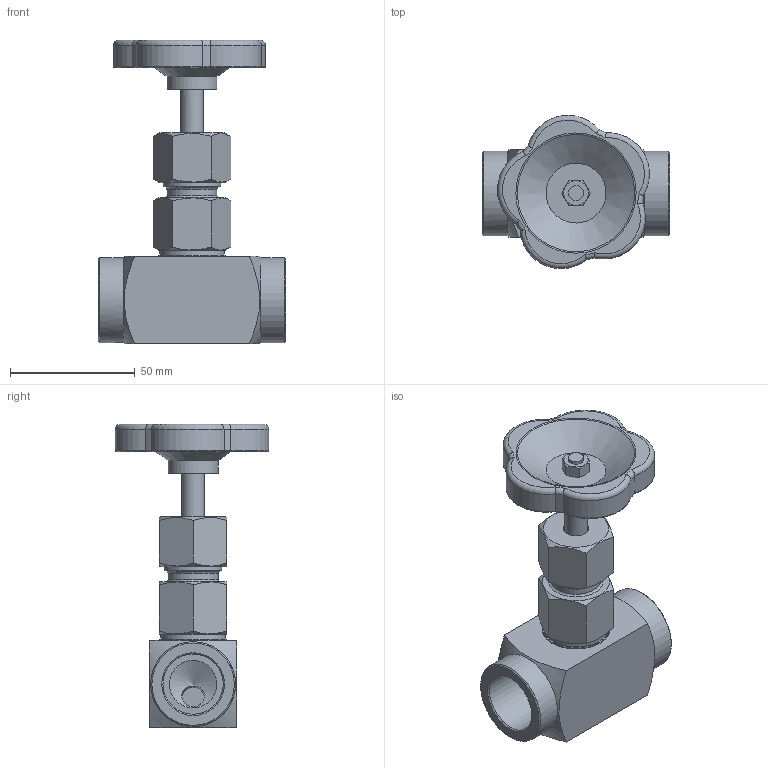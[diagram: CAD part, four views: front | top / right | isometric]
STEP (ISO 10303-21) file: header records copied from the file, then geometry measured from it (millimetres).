
FILE_DESCRIPTION( ( 'Unknown' ), '1' );
FILE_NAME( '1011006X.stp', 'Unknown', ( 'Peter Nanko' ), ( 'Armaturen Arndt' ), 'PSStep 14.0', 'Solid Edge ST4', ' ' );
FILE_SCHEMA( ( 'AUTOMOTIVE_DESIGN { 1 0 10303 214 1 1 1 1 }' ) );
Length unit declared in the file: millimetre
Products named in the file (1): 1
Bounding box: 75 x 61.4 x 121.59 mm (x, y, z)
Volume: 121174.4 mm3; surface area: 29203.5 mm2
Topology: 1 solids, 1 shells, 121 faces, 283 edges, 178 vertices
Faces by surface type: plane 50, cylinder 30, torus 23, cone 18
Full cylindrical faces by diameter (mm): 6 x1, 9 x3, 10 x1, 20 x2, 22.911 x1, 24.117 x2, 26 x1, 27 x1, 27.3 x1, 34 x2, 44 x1
Entity records: 4822 total; most frequent: CARTESIAN_POINT 1381, DIRECTION 504, ORIENTED_EDGE 452, EDGE_CURVE 226, AXIS2_PLACEMENT_3D 222, EDGE_LOOP 180, VERTEX_POINT 159, FACE_OUTER_BOUND 140
